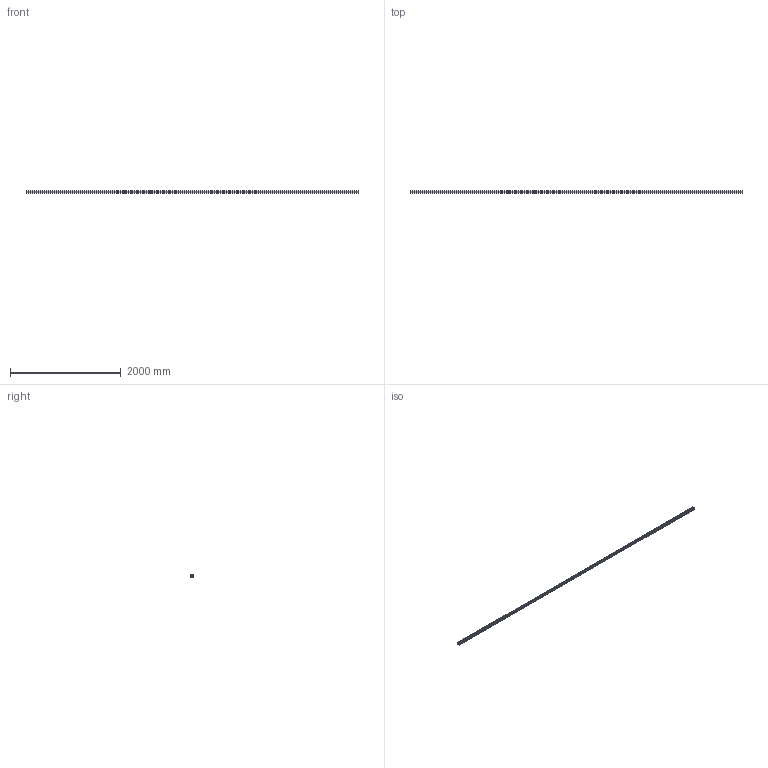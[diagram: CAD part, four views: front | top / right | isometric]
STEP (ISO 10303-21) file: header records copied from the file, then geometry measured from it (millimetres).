
FILE_DESCRIPTION (( 'STEP AP203' ), '1' );
FILE_NAME ('20203100_Profil 5 40x40_0.step', '2021-06-18T12:29:40', ( '' ), ( '' ), 'SwSTEP 2.0', 'SolidWorks 2021', '' );
FILE_SCHEMA (( 'CONFIG_CONTROL_DESIGN' ));
Length unit declared in the file: millimetre
Products named in the file (1): 20203100_Profil 5 40x40_0
Bounding box: 6000 x 40 x 40 mm (x, y, z)
Volume: 3084926.5 mm3; surface area: 2886400.7 mm2
Topology: 1 solids, 1 shells, 183 faces, 547 edges, 366 vertices
Faces by surface type: cylinder 93, plane 90
Entity records: 6316 total; most frequent: DIRECTION 1101, CARTESIAN_POINT 1097, ORIENTED_EDGE 1094, EDGE_CURVE 547, AXIS2_PLACEMENT_3D 370, VERTEX_POINT 366, VECTOR 361, LINE 361
